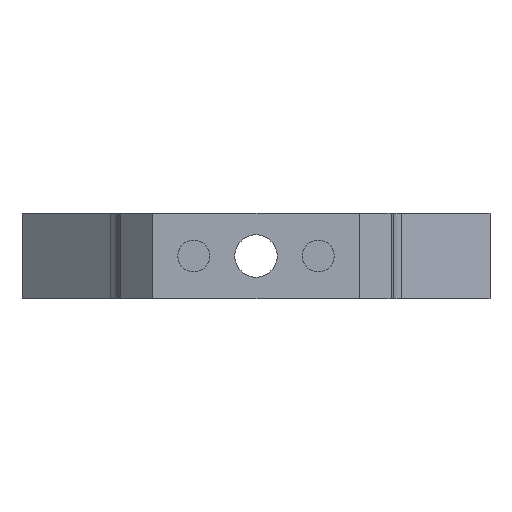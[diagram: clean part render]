
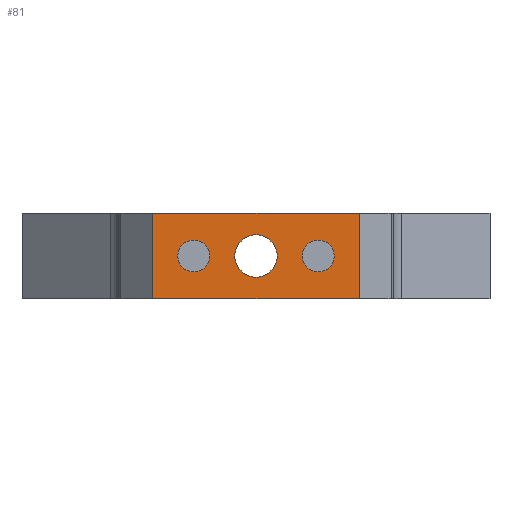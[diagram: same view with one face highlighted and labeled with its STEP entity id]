
A CAD part, front view. The second image highlights one B-rep face of the part: STEP entity #81.
In plain terms, the highlighted planar face has unit normal (0, -1, 0).
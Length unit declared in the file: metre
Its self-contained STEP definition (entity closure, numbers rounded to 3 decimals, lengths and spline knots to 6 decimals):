
#81=ADVANCED_FACE('690:16',(#193,#194,#195,#196),#197,.T.);
#193=FACE_BOUND('',#394,.T.);
#194=FACE_BOUND('',#395,.T.);
#195=FACE_BOUND('',#396,.T.);
#196=FACE_OUTER_BOUND('',#397,.T.);
#197=PLANE('',#398);
#394=EDGE_LOOP('',(#745,#746));
#395=EDGE_LOOP('',(#747,#748));
#396=EDGE_LOOP('',(#749,#750));
#397=EDGE_LOOP('',(#751,#752,#753,#754));
#398=AXIS2_PLACEMENT_3D('',#755,#756,#757);
#745=ORIENTED_EDGE('',*,*,#1345,.F.);
#746=ORIENTED_EDGE('',*,*,#1341,.F.);
#747=ORIENTED_EDGE('',*,*,#1347,.F.);
#748=ORIENTED_EDGE('',*,*,#1337,.F.);
#749=ORIENTED_EDGE('',*,*,#1348,.F.);
#750=ORIENTED_EDGE('',*,*,#1333,.F.);
#751=ORIENTED_EDGE('',*,*,#1349,.T.);
#752=ORIENTED_EDGE('',*,*,#1350,.T.);
#753=ORIENTED_EDGE('',*,*,#1351,.T.);
#754=ORIENTED_EDGE('',*,*,#1352,.F.);
#755=CARTESIAN_POINT('',(-0.003587,-0.059737,0.043143));
#756=DIRECTION('',(0.0,-1.0,0.0));
#757=DIRECTION('',(1.0,0.0,0.0));
#1333=EDGE_CURVE('690:178',#1660,#1663,#1664,.T.);
#1337=EDGE_CURVE('690:172',#1668,#1671,#1672,.T.);
#1341=EDGE_CURVE('690:166',#1676,#1679,#1680,.T.);
#1345=EDGE_CURVE('690:166',#1679,#1676,#1685,.T.);
#1347=EDGE_CURVE('690:172',#1671,#1668,#1687,.T.);
#1348=EDGE_CURVE('690:178',#1663,#1660,#1688,.T.);
#1349=EDGE_CURVE('690:181',#1689,#1690,#1691,.T.);
#1350=EDGE_CURVE('690:184',#1690,#1692,#1693,.T.);
#1351=EDGE_CURVE('690:187',#1692,#1694,#1695,.T.);
#1352=EDGE_CURVE('690:190',#1689,#1694,#1696,.T.);
#1660=VERTEX_POINT('',#2090);
#1663=VERTEX_POINT('',#2094);
#1664=CIRCLE('',#2095,0.002);
#1668=VERTEX_POINT('',#2100);
#1671=VERTEX_POINT('',#2104);
#1672=CIRCLE('',#2105,0.0015);
#1676=VERTEX_POINT('',#2110);
#1679=VERTEX_POINT('',#2114);
#1680=CIRCLE('',#2115,0.0015);
#1685=CIRCLE('',#2121,0.0015);
#1687=CIRCLE('',#2123,0.0015);
#1688=CIRCLE('',#2124,0.002);
#1689=VERTEX_POINT('',#2125);
#1690=VERTEX_POINT('',#2126);
#1691=LINE('',#2127,#2128);
#1692=VERTEX_POINT('',#2129);
#1693=LINE('',#2130,#2131);
#1694=VERTEX_POINT('',#2132);
#1695=LINE('',#2133,#2134);
#1696=LINE('',#2135,#2136);
#2090=CARTESIAN_POINT('',(-0.005587,-0.059737,0.047143));
#2094=CARTESIAN_POINT('',(-0.001587,-0.059737,0.047143));
#2095=AXIS2_PLACEMENT_3D('',#2537,#2538,#2539);
#2100=CARTESIAN_POINT('',(0.000763,-0.059737,0.047143));
#2104=CARTESIAN_POINT('',(0.003763,-0.059737,0.047143));
#2105=AXIS2_PLACEMENT_3D('',#2545,#2546,#2547);
#2110=CARTESIAN_POINT('',(-0.010937,-0.059737,0.047143));
#2114=CARTESIAN_POINT('',(-0.007937,-0.059737,0.047143));
#2115=AXIS2_PLACEMENT_3D('',#2553,#2554,#2555);
#2121=AXIS2_PLACEMENT_3D('',#2563,#2564,#2565);
#2123=AXIS2_PLACEMENT_3D('',#2569,#2570,#2571);
#2124=AXIS2_PLACEMENT_3D('',#2572,#2573,#2574);
#2125=CARTESIAN_POINT('',(-0.013287,-0.059737,0.043143));
#2126=CARTESIAN_POINT('',(0.006113,-0.059737,0.043143));
#2127=CARTESIAN_POINT('',(-0.013287,-0.059737,0.043143));
#2128=VECTOR('',#2575,1.0);
#2129=CARTESIAN_POINT('',(0.006113,-0.059737,0.051143));
#2130=CARTESIAN_POINT('',(0.006113,-0.059737,0.043143));
#2131=VECTOR('',#2576,1.0);
#2132=CARTESIAN_POINT('',(-0.013287,-0.059737,0.051143));
#2133=CARTESIAN_POINT('',(-0.013287,-0.059737,0.051143));
#2134=VECTOR('',#2577,1.0);
#2135=CARTESIAN_POINT('',(-0.013287,-0.059737,0.043143));
#2136=VECTOR('',#2578,1.0);
#2537=CARTESIAN_POINT('',(-0.003587,-0.059737,0.047143));
#2538=DIRECTION('',(0.0,-1.0,0.0));
#2539=DIRECTION('',(1.0,0.0,0.0));
#2545=CARTESIAN_POINT('',(0.002263,-0.059737,0.047143));
#2546=DIRECTION('',(0.0,-1.0,0.0));
#2547=DIRECTION('',(1.0,0.0,0.0));
#2553=CARTESIAN_POINT('',(-0.009437,-0.059737,0.047143));
#2554=DIRECTION('',(0.0,-1.0,0.0));
#2555=DIRECTION('',(1.0,0.0,0.0));
#2563=CARTESIAN_POINT('',(-0.009437,-0.059737,0.047143));
#2564=DIRECTION('',(0.0,-1.0,0.0));
#2565=DIRECTION('',(1.0,0.0,0.0));
#2569=CARTESIAN_POINT('',(0.002263,-0.059737,0.047143));
#2570=DIRECTION('',(0.0,-1.0,0.0));
#2571=DIRECTION('',(1.0,0.0,0.0));
#2572=CARTESIAN_POINT('',(-0.003587,-0.059737,0.047143));
#2573=DIRECTION('',(0.0,-1.0,0.0));
#2574=DIRECTION('',(1.0,0.0,0.0));
#2575=DIRECTION('',(1.0,0.0,0.0));
#2576=DIRECTION('',(0.0,0.0,1.0));
#2577=DIRECTION('',(-1.0,-0.0,-0.0));
#2578=DIRECTION('',(0.0,0.0,1.0));
